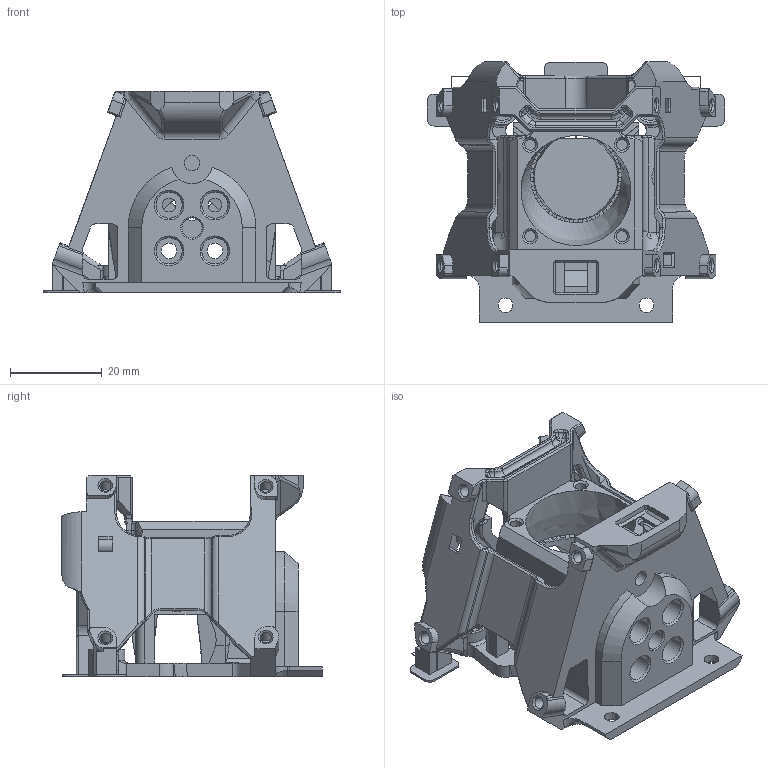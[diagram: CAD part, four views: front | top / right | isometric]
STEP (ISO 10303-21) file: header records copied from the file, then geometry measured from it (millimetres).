
FILE_DESCRIPTION(/* description */ ('STEP AP242','CAx-IF Rec.Pracs.---Representation and Presentation of Product Manufacturing Information (PMI)---4.0---2014-10-13','CAx-IF Rec.Pracs.---3D Tessellated Geometry---0.4---2014-09-14','2;1'),/* implementation_level */ '2;1');
FILE_NAME(/* name */ 'Xol_HE_Mount-XG_XolPAP',/* time_stamp */ '2024-10-19T07:40:05Z',/* author */ (''),/* organization */ (''),/* preprocessor_version */ 'ST-DEVELOPER v20',/* originating_system */ ' ',/* authorisation */ ' ');
FILE_SCHEMA (('AP242_MANAGED_MODEL_BASED_3D_ENGINEERING_MIM_LF { 1 0 10303 442 1 1 4 }'));
Products named in the file (3): Xol_HE_Mount-XG_XolPAP; Support
Assembly tree (2 placements, depth 2):
  Xol_HE_Mount-XG_XolPAP
    Xol_HE_Mount-XG_XolPAP
    Support
Bounding box: 64.89 x 56.81 x 44 mm (x, y, z)
Volume: 29967.4 mm3; surface area: 25387.3 mm2
Topology: 2 solids, 2 shells, 1422 faces, 3874 edges, 2407 vertices
Faces by surface type: plane 631, cylinder 436, bspline 197, torus 77, cone 51, sphere 30
Full cylindrical faces by diameter (mm): 2.4 x12, 3 x2, 3.1 x4, 3.2 x2, 3.4 x5, 4.4 x1, 5.7 x4, 5.9 x2
Entity records: 48682 total; most frequent: CARTESIAN_POINT 14866, ORIENTED_EDGE 7464, DIRECTION 6476, EDGE_CURVE 3732, VERTEX_POINT 2366, AXIS2_PLACEMENT_3D 2271, LINE 1934, VECTOR 1934
